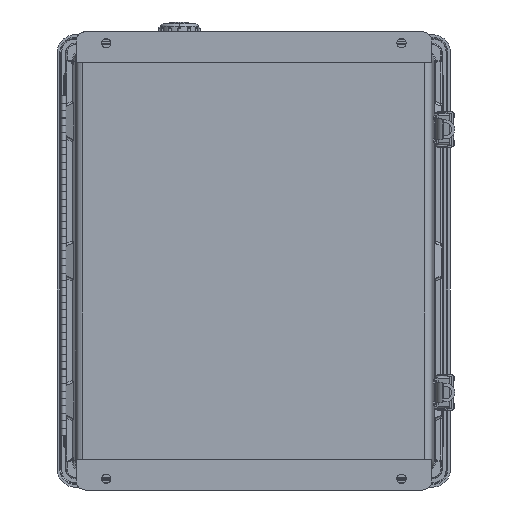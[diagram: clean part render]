
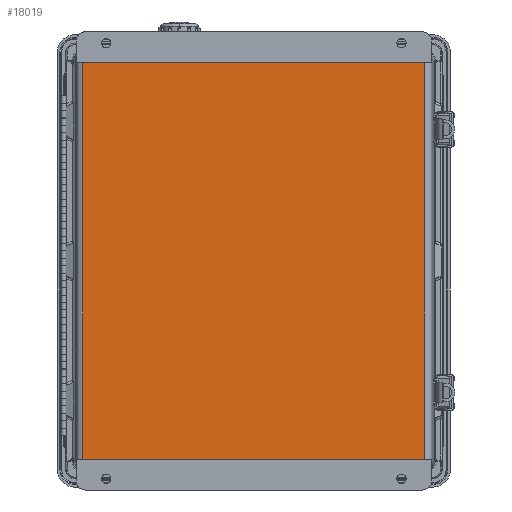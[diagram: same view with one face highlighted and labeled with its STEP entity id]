
A CAD part, front view. The second image highlights one B-rep face of the part: STEP entity #18019.
In plain terms, the highlighted planar face has unit normal (0, -1, 0).
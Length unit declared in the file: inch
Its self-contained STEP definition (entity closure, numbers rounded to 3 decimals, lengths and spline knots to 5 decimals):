
#1257 = ORIENTED_EDGE ( 'NONE', *, *, #46643, .F. ) ;
#6109 = DIRECTION ( 'NONE',  ( 0., 0., 1. ) ) ;
#6688 = VERTEX_POINT ( 'NONE', #15748 ) ;
#7591 = ORIENTED_EDGE ( 'NONE', *, *, #48765, .T. ) ;
#8958 = LINE ( 'NONE', #41207, #11634 ) ;
#10296 = PLANE ( 'NONE',  #47342 ) ;
#11634 = VECTOR ( 'NONE', #40903, 39.37008 ) ;
#12054 = VECTOR ( 'NONE', #6109, 39.37008 ) ;
#12889 = VERTEX_POINT ( 'NONE', #28806 ) ;
#13936 = EDGE_CURVE ( 'NONE', #6688, #34310, #56926, .T. ) ;
#15748 = CARTESIAN_POINT ( 'NONE',  ( -5.78771, 0.05906, -14.4685 ) ) ;
#18019 = ADVANCED_FACE ( 'NONE', ( #23700 ), #10296, .F. ) ;
#19150 = CARTESIAN_POINT ( 'NONE',  ( 6.11811, 0.05906, -1.04331 ) ) ;
#20012 = LINE ( 'NONE', #57411, #44267 ) ;
#23693 = ORIENTED_EDGE ( 'NONE', *, *, #13936, .F. ) ;
#23700 = FACE_OUTER_BOUND ( 'NONE', #47091, .T. ) ;
#28806 = CARTESIAN_POINT ( 'NONE',  ( 5.78771, 0.05906, -14.4685 ) ) ;
#28904 = CARTESIAN_POINT ( 'NONE',  ( 6.11811, 0.05906, -14.4685 ) ) ;
#31568 = CARTESIAN_POINT ( 'NONE',  ( 5.78771, 0.05906, -1.04331 ) ) ;
#34310 = VERTEX_POINT ( 'NONE', #39254 ) ;
#37937 = DIRECTION ( 'NONE',  ( -1., 0., 0. ) ) ;
#38001 = DIRECTION ( 'NONE',  ( -1., 0., 0. ) ) ;
#39254 = CARTESIAN_POINT ( 'NONE',  ( -5.78771, 0.05906, -1.04331 ) ) ;
#40903 = DIRECTION ( 'NONE',  ( 0., 0., 1. ) ) ;
#41207 = CARTESIAN_POINT ( 'NONE',  ( 5.78771, 0.05906, -1.04331 ) ) ;
#44267 = VECTOR ( 'NONE', #37937, 39.37008 ) ;
#45178 = VECTOR ( 'NONE', #38001, 39.37008 ) ;
#46546 = LINE ( 'NONE', #28904, #45178 ) ;
#46643 = EDGE_CURVE ( 'NONE', #12889, #6688, #46546, .T. ) ;
#46881 = VERTEX_POINT ( 'NONE', #31568 ) ;
#47091 = EDGE_LOOP ( 'NONE', ( #23693, #1257, #58505, #7591 ) ) ;
#47342 = AXIS2_PLACEMENT_3D ( 'NONE', #19150, #52262, #56250 ) ;
#48765 = EDGE_CURVE ( 'NONE', #46881, #34310, #20012, .T. ) ;
#52262 = DIRECTION ( 'NONE',  ( 0., 1., 0. ) ) ;
#52349 = CARTESIAN_POINT ( 'NONE',  ( -5.78771, 0.05906, -1.04331 ) ) ;
#56250 = DIRECTION ( 'NONE',  ( 0., 0., 1. ) ) ;
#56926 = LINE ( 'NONE', #52349, #12054 ) ;
#57411 = CARTESIAN_POINT ( 'NONE',  ( 6.11811, 0.05906, -1.04331 ) ) ;
#58373 = EDGE_CURVE ( 'NONE', #12889, #46881, #8958, .T. ) ;
#58505 = ORIENTED_EDGE ( 'NONE', *, *, #58373, .T. ) ;
